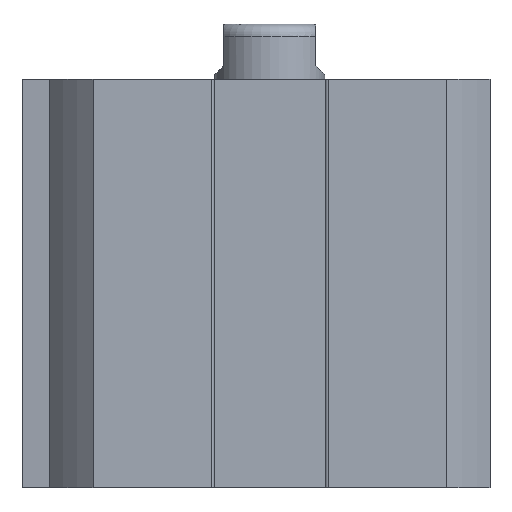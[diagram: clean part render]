
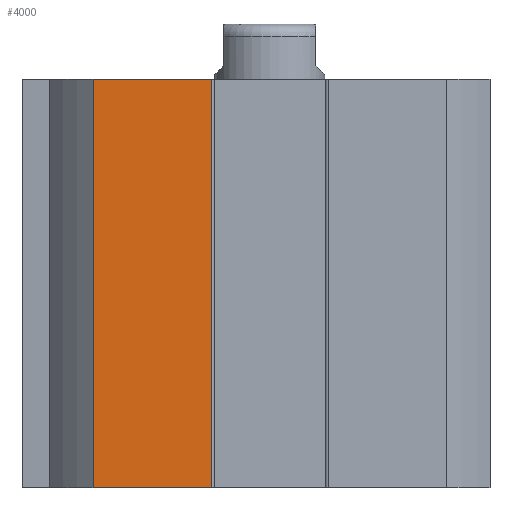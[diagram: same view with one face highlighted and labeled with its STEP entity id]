
A CAD part, left-side view. The second image highlights one B-rep face of the part: STEP entity #4000.
In plain terms, the highlighted planar face has unit normal (-1, 0, 0).
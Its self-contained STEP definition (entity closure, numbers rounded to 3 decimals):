
#649=CARTESIAN_POINT('',(-23.,6.375,0.0));
#650=VERTEX_POINT('',#649);
#658=CARTESIAN_POINT('',(-23.,19.261,0.0));
#659=VERTEX_POINT('',#658);
#660=CARTESIAN_POINT('',(-23.,19.261,0.0));
#661=DIRECTION('',(0.0,-1.0,0.0));
#662=VECTOR('',#661,12.886);
#663=LINE('',#660,#662);
#664=EDGE_CURVE('',#659,#650,#663,.T.);
#1893=CARTESIAN_POINT('',(-23.,19.261,44.5));
#1894=VERTEX_POINT('',#1893);
#1902=CARTESIAN_POINT('',(-23.,6.375,44.5));
#1903=VERTEX_POINT('',#1902);
#1904=CARTESIAN_POINT('',(-23.,6.375,44.5));
#1905=DIRECTION('',(0.0,1.0,0.0));
#1906=VECTOR('',#1905,12.886);
#1907=LINE('',#1904,#1906);
#1908=EDGE_CURVE('',#1903,#1894,#1907,.T.);
#3674=CARTESIAN_POINT('',(-23.,6.375,44.5));
#3675=DIRECTION('',(0.0,0.0,-1.0));
#3676=VECTOR('',#3675,44.5);
#3677=LINE('',#3674,#3676);
#3678=EDGE_CURVE('',#1903,#650,#3677,.T.);
#3984=CARTESIAN_POINT('',(-23.0,-19.261,0.0));
#3985=DIRECTION('',(-1.0,0.0,0.0));
#3986=DIRECTION('',(0.0,0.0,1.0));
#3987=AXIS2_PLACEMENT_3D('',#3984,#3985,#3986);
#3988=PLANE('',#3987);
#3989=ORIENTED_EDGE('',*,*,#3678,.F.);
#3990=ORIENTED_EDGE('',*,*,#1908,.T.);
#3991=CARTESIAN_POINT('',(-23.,19.261,0.0));
#3992=DIRECTION('',(0.0,0.0,1.0));
#3993=VECTOR('',#3992,44.5);
#3994=LINE('',#3991,#3993);
#3995=EDGE_CURVE('',#659,#1894,#3994,.T.);
#3996=ORIENTED_EDGE('',*,*,#3995,.F.);
#3997=ORIENTED_EDGE('',*,*,#664,.T.);
#3998=EDGE_LOOP('',(#3989,#3990,#3996,#3997));
#3999=FACE_OUTER_BOUND('',#3998,.T.);
#4000=ADVANCED_FACE('',(#3999),#3988,.T.);
